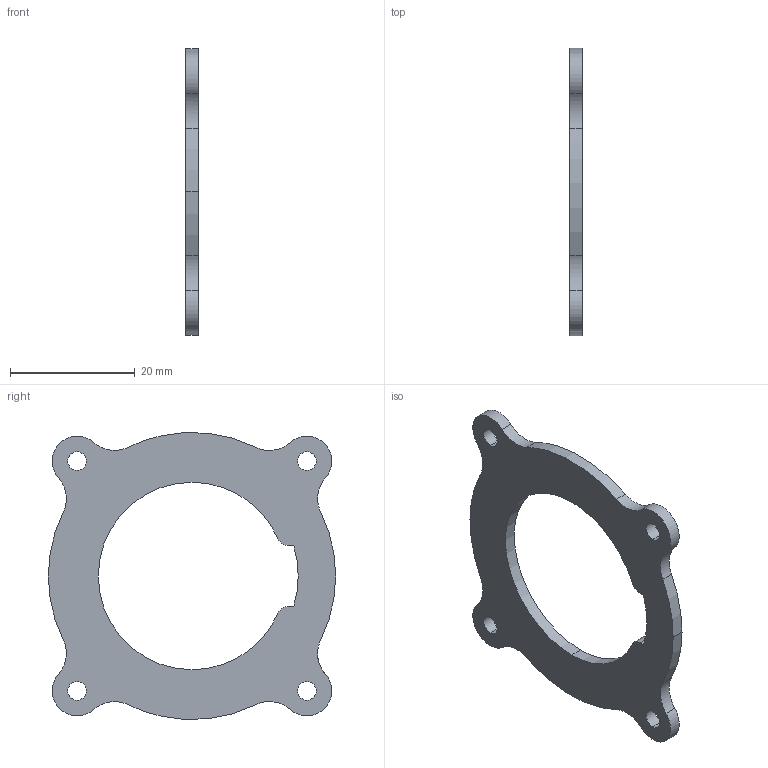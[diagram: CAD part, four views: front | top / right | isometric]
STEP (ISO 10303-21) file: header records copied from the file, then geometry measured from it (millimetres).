
FILE_DESCRIPTION (( 'STEP AP214' ), '1' );
FILE_NAME ('FIREWALL 4108 MOTOR.STEP', '2024-10-19T16:04:26', ( '' ), ( '' ), 'SwSTEP 2.0', 'SolidWorks 2023', '' );
FILE_SCHEMA (( 'AUTOMOTIVE_DESIGN' ));
Length unit declared in the file: millimetre
Products named in the file (1): FIREWALL 4108 MOTOR
Bounding box: 2 x 46 x 45.92 mm (x, y, z)
Volume: 2256.4 mm3; surface area: 2887.7 mm2
Topology: 1 solids, 1 shells, 36 faces, 102 edges, 68 vertices
Faces by surface type: cylinder 18, bspline 14, plane 4
Entity records: 1852 total; most frequent: CARTESIAN_POINT 940, ORIENTED_EDGE 204, DIRECTION 152, EDGE_CURVE 102, VERTEX_POINT 68, AXIS2_PLACEMENT_3D 59, EDGE_LOOP 46, FACE_OUTER_BOUND 36
